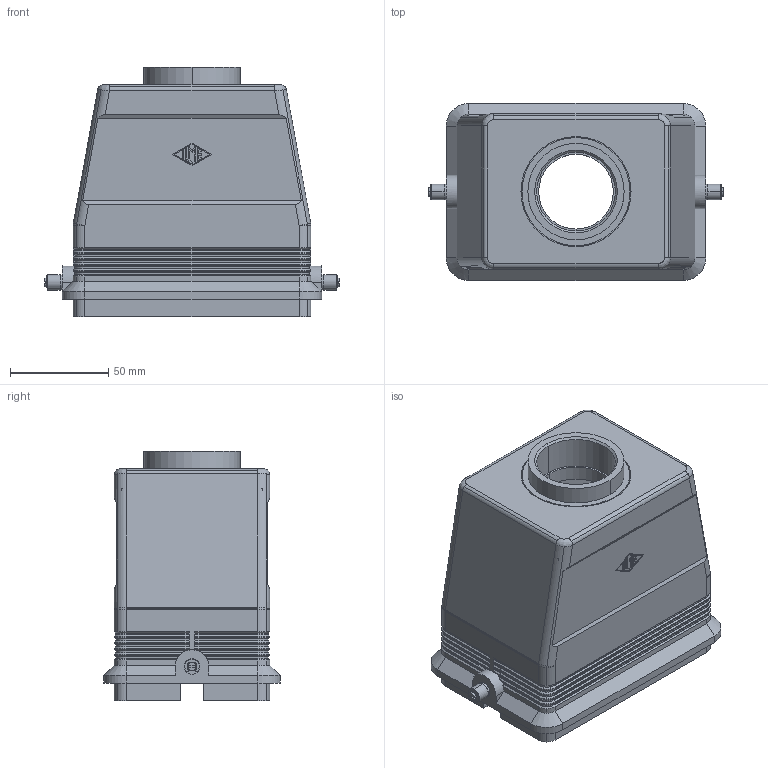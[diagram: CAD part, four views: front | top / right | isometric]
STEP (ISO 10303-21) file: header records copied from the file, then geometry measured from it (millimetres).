
FILE_DESCRIPTION(('Creo Elements/Direct Modeling STEP Export'),'2;1');
FILE_NAME('0ln7uvk49q7r18i4616','2017-03-20T15:44:10',(''),(''),'PTC Creo Elements/Direct Modeling STEP processor for AP214 (Solid Model)','PTC Creo Elements/Direct Modeling 19.0E 27-Jun-2016 (C) Parametric Technology GmbH','');
FILE_SCHEMA(('AUTOMOTIVE_DESIGN { 1 0 10303 214 1 1 1 1 }'));
Length unit declared in the file: millimetre
Products named in the file (1): MHVE_48_L40.stp
Bounding box: 150.5 x 90 x 127 mm (x, y, z)
Volume: 237872.9 mm3; surface area: 111244.5 mm2
Topology: 1 solids, 1 shells, 688 faces, 1796 edges, 1115 vertices
Faces by surface type: plane 326, cylinder 246, cone 108, bspline 4, sphere 4
Entity records: 26999 total; most frequent: CARTESIAN_POINT 4108, DIRECTION 3813, ORIENTED_EDGE 3564, EDGE_CURVE 1782, AXIS2_PLACEMENT_3D 1348, VECTOR 1117, LINE 1117, VERTEX_POINT 1115
